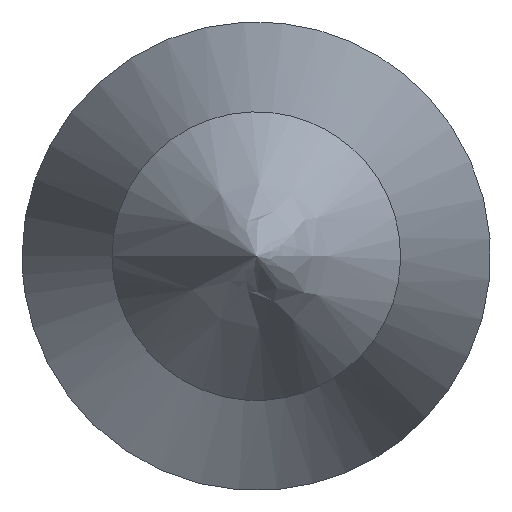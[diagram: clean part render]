
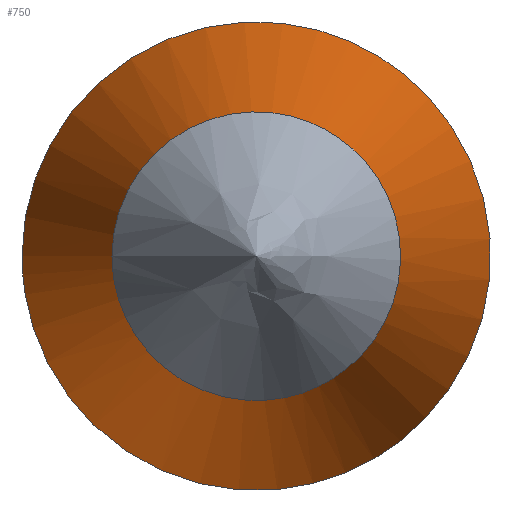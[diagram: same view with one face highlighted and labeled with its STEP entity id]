
A CAD part, left-side view. The second image highlights one B-rep face of the part: STEP entity #750.
In plain terms, the highlighted free-form (B-spline) face has degree [2, 1] with [7, 2] control points.
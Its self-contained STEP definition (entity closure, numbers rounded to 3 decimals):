
#719 = VERTEX_POINT('',#720);
#720 = CARTESIAN_POINT('',(-13.691,27.382,0.));
#725 = EDGE_CURVE('',#719,#719,#726,.T.);
#726 = ( BOUNDED_CURVE() B_SPLINE_CURVE(2,(#727,#728,#729,#730,#731,#732
,#733),.UNSPECIFIED.,.T.,.F.) B_SPLINE_CURVE_WITH_KNOTS((1,2,2,2,2,1),(
    -2.094,0.,2.094,4.189,6.283,
8.378),.UNSPECIFIED.) CURVE() GEOMETRIC_REPRESENTATION_ITEM() 
RATIONAL_B_SPLINE_CURVE((1.,0.5,1.,0.5,1.,0.5,1.)) REPRESENTATION_ITEM(
  '') );
#727 = CARTESIAN_POINT('',(-13.691,27.382,0.));
#728 = CARTESIAN_POINT('',(-13.691,27.382,
    47.428));
#729 = CARTESIAN_POINT('',(-13.691,-13.691,
    23.714));
#730 = CARTESIAN_POINT('',(-13.691,-54.765,
    0.));
#731 = CARTESIAN_POINT('',(-13.691,-13.691,
    -23.714));
#732 = CARTESIAN_POINT('',(-13.691,27.382,
    -47.428));
#733 = CARTESIAN_POINT('',(-13.691,27.382,0.));
#750 = ADVANCED_FACE('',(#751),#772,.T.);
#751 = FACE_BOUND('',#752,.T.);
#752 = EDGE_LOOP('',(#753,#754,#761,#771));
#753 = ORIENTED_EDGE('',*,*,#725,.F.);
#754 = ORIENTED_EDGE('',*,*,#755,.F.);
#755 = EDGE_CURVE('',#756,#719,#758,.T.);
#756 = VERTEX_POINT('',#757);
#757 = CARTESIAN_POINT('',(-52.931,16.868,0.));
#758 = B_SPLINE_CURVE_WITH_KNOTS('',1,(#759,#760),.UNSPECIFIED.,.F.,.F.,
  (2,2),(-14.836,14.836),.PIECEWISE_BEZIER_KNOTS.);
#759 = CARTESIAN_POINT('',(-52.931,16.868,
    0.));
#760 = CARTESIAN_POINT('',(-13.691,27.382,
    0.));
#761 = ORIENTED_EDGE('',*,*,#762,.T.);
#762 = EDGE_CURVE('',#756,#756,#763,.T.);
#763 = ( BOUNDED_CURVE() B_SPLINE_CURVE(2,(#764,#765,#766,#767,#768,#769
,#770),.UNSPECIFIED.,.T.,.F.) B_SPLINE_CURVE_WITH_KNOTS((1,2,2,2,2,1),(
    -2.094,0.,2.094,4.189,6.283,
8.378),.UNSPECIFIED.) CURVE() GEOMETRIC_REPRESENTATION_ITEM() 
RATIONAL_B_SPLINE_CURVE((1.,0.5,1.,0.5,1.,0.5,1.)) REPRESENTATION_ITEM(
  '') );
#764 = CARTESIAN_POINT('',(-52.931,16.868,0.));
#765 = CARTESIAN_POINT('',(-52.931,16.868,
    29.217));
#766 = CARTESIAN_POINT('',(-52.931,-8.434,
    14.608));
#767 = CARTESIAN_POINT('',(-52.931,-33.737,
    0.));
#768 = CARTESIAN_POINT('',(-52.931,-8.434,
    -14.608));
#769 = CARTESIAN_POINT('',(-52.931,16.868,
    -29.217));
#770 = CARTESIAN_POINT('',(-52.931,16.868,0.));
#771 = ORIENTED_EDGE('',*,*,#755,.T.);
#772 = ( BOUNDED_SURFACE() B_SPLINE_SURFACE(2,1,(
    (#773,#774)
    ,(#775,#776)
    ,(#777,#778)
    ,(#779,#780)
    ,(#781,#782)
    ,(#783,#784)
,(#785,#786
    )),.UNSPECIFIED.,.T.,.F.,.F.) B_SPLINE_SURFACE_WITH_KNOTS((1,2,2,2,2
    ,1),(2,2),(-2.094,0.,2.094,4.189,
    6.283,8.378),(-14.836,14.836),
.UNSPECIFIED.) GEOMETRIC_REPRESENTATION_ITEM() RATIONAL_B_SPLINE_SURFACE
((
    (1.,1.)
    ,(0.5,0.5)
    ,(1.,1.)
    ,(0.5,0.5)
    ,(1.,1.)
    ,(0.5,0.5)
,(1.,1.))) REPRESENTATION_ITEM('') SURFACE() );
#773 = CARTESIAN_POINT('',(-52.931,16.868,0.));
#774 = CARTESIAN_POINT('',(-13.691,27.382,0.));
#775 = CARTESIAN_POINT('',(-52.931,16.868,
    29.217));
#776 = CARTESIAN_POINT('',(-13.691,27.382,
    47.428));
#777 = CARTESIAN_POINT('',(-52.931,-8.434,
    14.608));
#778 = CARTESIAN_POINT('',(-13.691,-13.691,
    23.714));
#779 = CARTESIAN_POINT('',(-52.931,-33.737,
    0.));
#780 = CARTESIAN_POINT('',(-13.691,-54.765,
    0.));
#781 = CARTESIAN_POINT('',(-52.931,-8.434,
    -14.608));
#782 = CARTESIAN_POINT('',(-13.691,-13.691,
    -23.714));
#783 = CARTESIAN_POINT('',(-52.931,16.868,
    -29.217));
#784 = CARTESIAN_POINT('',(-13.691,27.382,
    -47.428));
#785 = CARTESIAN_POINT('',(-52.931,16.868,0.));
#786 = CARTESIAN_POINT('',(-13.691,27.382,0.));
